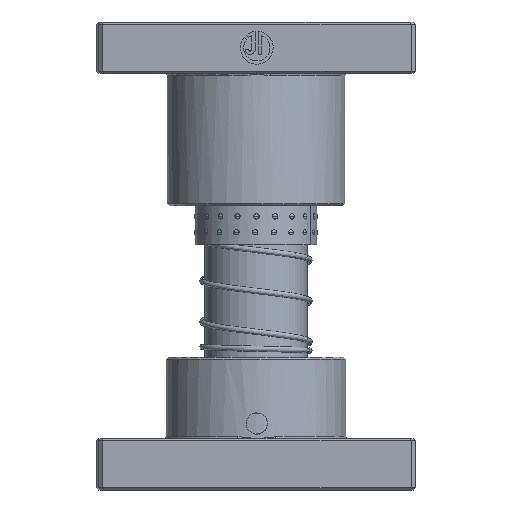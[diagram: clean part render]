
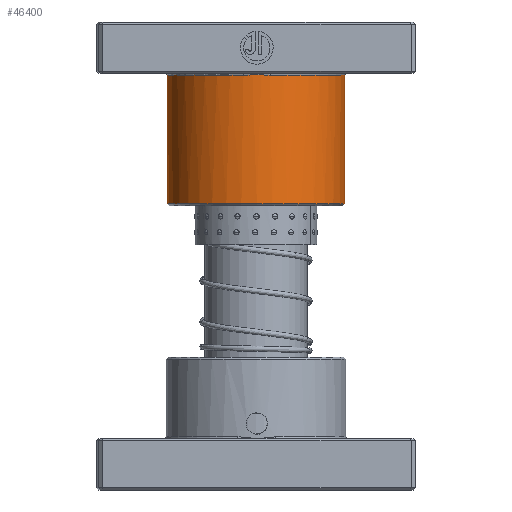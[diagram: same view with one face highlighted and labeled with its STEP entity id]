
A CAD part, front view. The second image highlights one B-rep face of the part: STEP entity #46400.
In plain terms, the highlighted cylindrical face has radius 43.5 mm (diameter 87 mm), a partial arc.
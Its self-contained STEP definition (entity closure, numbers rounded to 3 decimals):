
#608 = CARTESIAN_POINT ( 'NONE',  ( -1.074, 43.5, 25.866 ) ) ;
#2104 = DIRECTION ( 'NONE',  ( 0., 0., -1. ) ) ;
#2179 = FACE_OUTER_BOUND ( 'NONE', #14255, .T. ) ;
#2602 = CARTESIAN_POINT ( 'NONE',  ( 0., 0., 90. ) ) ;
#2625 = ORIENTED_EDGE ( 'NONE', *, *, #30706, .F. ) ;
#3275 = DIRECTION ( 'NONE',  ( 0., 0., -1. ) ) ;
#4795 = EDGE_CURVE ( 'NONE', #17732, #33998, #45316, .T. ) ;
#5432 = CARTESIAN_POINT ( 'NONE',  ( -43.5, 0., 89. ) ) ;
#5519 = CARTESIAN_POINT ( 'NONE',  ( -4.338, 43.297, 25.961 ) ) ;
#5591 = CARTESIAN_POINT ( 'NONE',  ( 43.5, 0., 89. ) ) ;
#6428 = VECTOR ( 'NONE', #3275, 1000. ) ;
#8314 = CIRCLE ( 'NONE', #18882, 43.5 ) ;
#8698 = CARTESIAN_POINT ( 'NONE',  ( 43.5, 0., 26. ) ) ;
#9230 = CARTESIAN_POINT ( 'NONE',  ( 0., 0., 26. ) ) ;
#10445 = VERTEX_POINT ( 'NONE', #61947 ) ;
#10477 = CARTESIAN_POINT ( 'NONE',  ( -6.503, 43.011, 26. ) ) ;
#11981 = VERTEX_POINT ( 'NONE', #31023 ) ;
#12230 = ORIENTED_EDGE ( 'NONE', *, *, #58030, .T. ) ;
#12417 = CIRCLE ( 'NONE', #63106, 43.5 ) ;
#14158 = CARTESIAN_POINT ( 'NONE',  ( 0., 0., 26. ) ) ;
#14165 = DIRECTION ( 'NONE',  ( 1., 0., 0. ) ) ;
#14255 = EDGE_LOOP ( 'NONE', ( #12230, #40628, #49079, #58575, #14945, #2625 ) ) ;
#14945 = ORIENTED_EDGE ( 'NONE', *, *, #60122, .T. ) ;
#14980 = CARTESIAN_POINT ( 'NONE',  ( 5.424, 43.174, 26. ) ) ;
#17503 = DIRECTION ( 'NONE',  ( 0., 0., -1. ) ) ;
#17732 = VERTEX_POINT ( 'NONE', #5591 ) ;
#18882 = AXIS2_PLACEMENT_3D ( 'NONE', #14158, #48485, #19102 ) ;
#19102 = DIRECTION ( 'NONE',  ( 1., 0., 0. ) ) ;
#19392 = B_SPLINE_CURVE_WITH_KNOTS ( 'NONE', 3,
 ( #49507, #14980, #25055, #59417, #29970, #608, #34923, #5519, #39847, #10477 ),
 .UNSPECIFIED., .F., .F.,
 ( 4, 2, 2, 2, 4 ),
 ( 0., 0.003, 0.007, 0.01, 0.013 ),
 .UNSPECIFIED. ) ;
#19510 = LINE ( 'NONE', #32661, #6428 ) ;
#25055 = CARTESIAN_POINT ( 'NONE',  ( 4.343, 43.296, 25.961 ) ) ;
#27480 = DIRECTION ( 'NONE',  ( -1., 0., 0. ) ) ;
#29970 = CARTESIAN_POINT ( 'NONE',  ( 1.096, 43.5, 25.866 ) ) ;
#30706 = EDGE_CURVE ( 'NONE', #39791, #11981, #19510, .T. ) ;
#31023 = CARTESIAN_POINT ( 'NONE',  ( -43.5, 0., 26. ) ) ;
#31460 = CARTESIAN_POINT ( 'NONE',  ( 0., 0., 89. ) ) ;
#32051 = CARTESIAN_POINT ( 'NONE',  ( 43.5, 0., 90. ) ) ;
#32257 = VECTOR ( 'NONE', #17503, 1000. ) ;
#32661 = CARTESIAN_POINT ( 'NONE',  ( -43.5, 0., 90. ) ) ;
#33634 = EDGE_CURVE ( 'NONE', #10445, #52395, #19392, .T. ) ;
#33998 = VERTEX_POINT ( 'NONE', #8698 ) ;
#34923 = CARTESIAN_POINT ( 'NONE',  ( -2.161, 43.46, 25.893 ) ) ;
#36403 = DIRECTION ( 'NONE',  ( 1., 0., 0. ) ) ;
#37390 = AXIS2_PLACEMENT_3D ( 'NONE', #9230, #43525, #14165 ) ;
#38730 = EDGE_CURVE ( 'NONE', #33998, #10445, #55260, .T. ) ;
#39791 = VERTEX_POINT ( 'NONE', #5432 ) ;
#39847 = CARTESIAN_POINT ( 'NONE',  ( -5.423, 43.174, 26. ) ) ;
#40628 = ORIENTED_EDGE ( 'NONE', *, *, #4795, .T. ) ;
#43525 = DIRECTION ( 'NONE',  ( 0., 0., 1. ) ) ;
#45316 = LINE ( 'NONE', #32051, #32257 ) ;
#46400 = ADVANCED_FACE ( 'NONE', ( #2179 ), #52831, .T. ) ;
#48485 = DIRECTION ( 'NONE',  ( 0., 0., 1. ) ) ;
#49079 = ORIENTED_EDGE ( 'NONE', *, *, #38730, .T. ) ;
#49507 = CARTESIAN_POINT ( 'NONE',  ( 6.503, 43.011, 26. ) ) ;
#52395 = VERTEX_POINT ( 'NONE', #57904 ) ;
#52831 = CYLINDRICAL_SURFACE ( 'NONE', #55767, 43.5 ) ;
#55260 = CIRCLE ( 'NONE', #37390, 43.5 ) ;
#55767 = AXIS2_PLACEMENT_3D ( 'NONE', #2602, #56883, #27480 ) ;
#56883 = DIRECTION ( 'NONE',  ( 0., 0., -1. ) ) ;
#57904 = CARTESIAN_POINT ( 'NONE',  ( -6.503, 43.011, 26. ) ) ;
#58030 = EDGE_CURVE ( 'NONE', #39791, #17732, #12417, .T. ) ;
#58575 = ORIENTED_EDGE ( 'NONE', *, *, #33634, .T. ) ;
#59417 = CARTESIAN_POINT ( 'NONE',  ( 2.18, 43.459, 25.893 ) ) ;
#60122 = EDGE_CURVE ( 'NONE', #52395, #11981, #8314, .T. ) ;
#61947 = CARTESIAN_POINT ( 'NONE',  ( 6.503, 43.011, 26. ) ) ;
#63106 = AXIS2_PLACEMENT_3D ( 'NONE', #31460, #2104, #36403 ) ;
